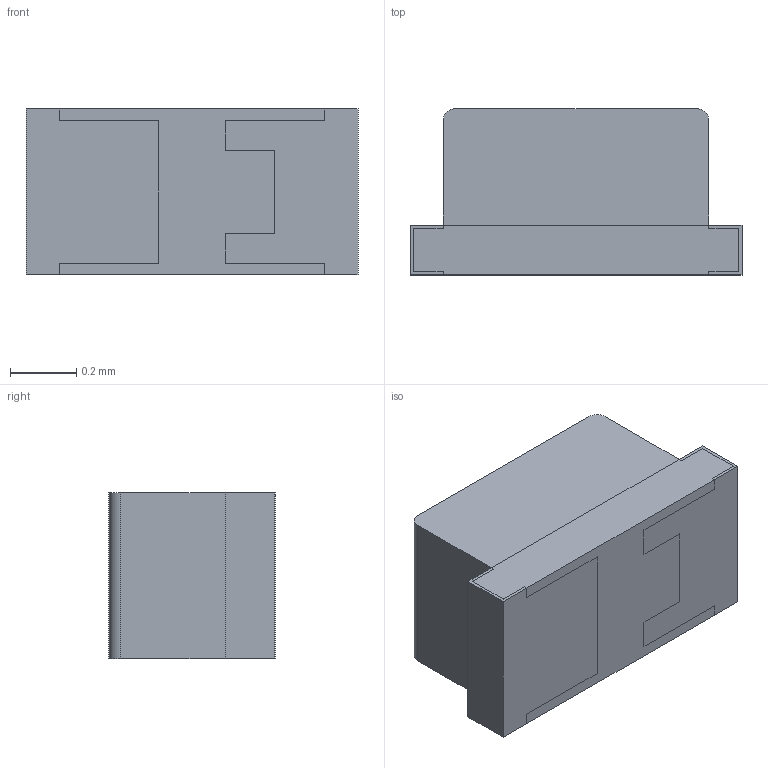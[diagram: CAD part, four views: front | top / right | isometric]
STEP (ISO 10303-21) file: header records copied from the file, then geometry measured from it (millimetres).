
FILE_DESCRIPTION (( 'STEP AP214' ), '1' );
FILE_NAME ('APHHS1005LSECK_J4-PF.STEP', '2024-08-05T23:16:32', ( '' ), ( '' ), 'SwSTEP 2.0', 'SolidWorks 2021', '' );
FILE_SCHEMA (( 'AUTOMOTIVE_DESIGN' ));
Length unit declared in the file: millimetre
Products named in the file (1): APHHS1005LSECK_J4-PF
Bounding box: 1 x 0.5 x 0.5 mm (x, y, z)
Volume: 0.2 mm3; surface area: 4.3 mm2
Topology: 4 solids, 4 shells, 66 faces, 174 edges, 116 vertices
Faces by surface type: plane 64, cylinder 2
Entity records: 2063 total; most frequent: CARTESIAN_POINT 357, ORIENTED_EDGE 348, DIRECTION 312, EDGE_CURVE 174, VECTOR 170, LINE 170, VERTEX_POINT 116, AXIS2_PLACEMENT_3D 71
